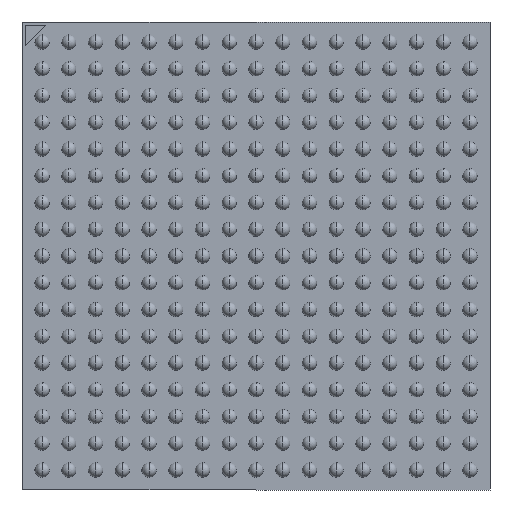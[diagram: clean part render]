
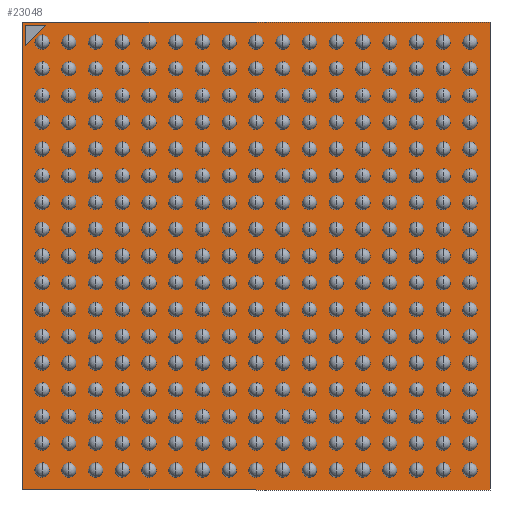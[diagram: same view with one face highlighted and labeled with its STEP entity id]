
A CAD part, front view. The second image highlights one B-rep face of the part: STEP entity #23048.
In plain terms, the highlighted planar face has unit normal (0, -1, 0).
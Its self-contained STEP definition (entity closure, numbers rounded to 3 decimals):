
#25 = CARTESIAN_POINT ( 'NONE',  ( 7., 0., 7. ) ) ;
#67 = VERTEX_POINT ( 'NONE', #1192 ) ;
#893 = ORIENTED_EDGE ( 'NONE', *, *, #21876, .F. ) ;
#1192 = CARTESIAN_POINT ( 'NONE',  ( 7., 0., -7. ) ) ;
#1456 = PLANE ( 'NONE',  #10339 ) ;
#1550 = VERTEX_POINT ( 'NONE', #2592 ) ;
#1607 = ORIENTED_EDGE ( 'NONE', *, *, #9406, .F. ) ;
#2048 = LINE ( 'NONE', #14662, #3543 ) ;
#2283 = EDGE_CURVE ( 'NONE', #1550, #3668, #22983, .T. ) ;
#2592 = CARTESIAN_POINT ( 'NONE',  ( -6.897, 0., 6.897 ) ) ;
#2789 = LINE ( 'NONE', #25, #22327 ) ;
#3175 = DIRECTION ( 'NONE',  ( 1., 0., 0. ) ) ;
#3379 = CARTESIAN_POINT ( 'NONE',  ( 0., 0., 0. ) ) ;
#3543 = VECTOR ( 'NONE', #5693, 1000. ) ;
#3668 = VERTEX_POINT ( 'NONE', #20516 ) ;
#4438 = EDGE_CURVE ( 'NONE', #10067, #12544, #8571, .T. ) ;
#4463 = CARTESIAN_POINT ( 'NONE',  ( -6.897, 0., 6.282 ) ) ;
#4893 = ORIENTED_EDGE ( 'NONE', *, *, #7455, .F. ) ;
#4897 = FACE_OUTER_BOUND ( 'NONE', #20982, .T. ) ;
#5423 = EDGE_CURVE ( 'NONE', #12544, #67, #2789, .T. ) ;
#5693 = DIRECTION ( 'NONE',  ( 0., 0., 1. ) ) ;
#6790 = VERTEX_POINT ( 'NONE', #24124 ) ;
#6900 = CARTESIAN_POINT ( 'NONE',  ( -6.897, 0., 6.897 ) ) ;
#7455 = EDGE_CURVE ( 'NONE', #6790, #10067, #2048, .T. ) ;
#8139 = CARTESIAN_POINT ( 'NONE',  ( -6.282, 0., 6.897 ) ) ;
#8330 = LINE ( 'NONE', #24240, #8909 ) ;
#8571 = LINE ( 'NONE', #14507, #21865 ) ;
#8757 = VERTEX_POINT ( 'NONE', #8139 ) ;
#8909 = VECTOR ( 'NONE', #20348, 1000. ) ;
#9406 = EDGE_CURVE ( 'NONE', #3668, #8757, #24368, .T. ) ;
#10067 = VERTEX_POINT ( 'NONE', #16580 ) ;
#10339 = AXIS2_PLACEMENT_3D ( 'NONE', #3379, #18253, #14708 ) ;
#11832 = ORIENTED_EDGE ( 'NONE', *, *, #5423, .F. ) ;
#11911 = ORIENTED_EDGE ( 'NONE', *, *, #17459, .F. ) ;
#12544 = VERTEX_POINT ( 'NONE', #13533 ) ;
#13071 = LINE ( 'NONE', #6900, #14838 ) ;
#13085 = EDGE_LOOP ( 'NONE', ( #14167, #893, #1607 ) ) ;
#13533 = CARTESIAN_POINT ( 'NONE',  ( 7., 0., 7. ) ) ;
#13656 = DIRECTION ( 'NONE',  ( 0.707, 0., 0.707 ) ) ;
#14167 = ORIENTED_EDGE ( 'NONE', *, *, #2283, .F. ) ;
#14280 = VECTOR ( 'NONE', #13656, 1000. ) ;
#14507 = CARTESIAN_POINT ( 'NONE',  ( 7., 0., 7. ) ) ;
#14554 = ORIENTED_EDGE ( 'NONE', *, *, #4438, .F. ) ;
#14662 = CARTESIAN_POINT ( 'NONE',  ( -7., 0., 7. ) ) ;
#14708 = DIRECTION ( 'NONE',  ( 0., 0., 1. ) ) ;
#14838 = VECTOR ( 'NONE', #16086, 1000. ) ;
#15868 = VECTOR ( 'NONE', #18783, 1000. ) ;
#16086 = DIRECTION ( 'NONE',  ( -1., 0., 0. ) ) ;
#16580 = CARTESIAN_POINT ( 'NONE',  ( -7., 0., 7. ) ) ;
#17459 = EDGE_CURVE ( 'NONE', #67, #6790, #8330, .T. ) ;
#18253 = DIRECTION ( 'NONE',  ( 0., 1., 0. ) ) ;
#18783 = DIRECTION ( 'NONE',  ( 0., 0., -1. ) ) ;
#18984 = DIRECTION ( 'NONE',  ( 0., 0., -1. ) ) ;
#20348 = DIRECTION ( 'NONE',  ( -1., 0., 0. ) ) ;
#20516 = CARTESIAN_POINT ( 'NONE',  ( -6.897, 0., 6.282 ) ) ;
#20982 = EDGE_LOOP ( 'NONE', ( #4893, #11911, #11832, #14554 ) ) ;
#21865 = VECTOR ( 'NONE', #3175, 1000. ) ;
#21876 = EDGE_CURVE ( 'NONE', #8757, #1550, #13071, .T. ) ;
#22327 = VECTOR ( 'NONE', #18984, 1000. ) ;
#22339 = CARTESIAN_POINT ( 'NONE',  ( -6.897, 0., 6.897 ) ) ;
#22983 = LINE ( 'NONE', #22339, #15868 ) ;
#23048 = ADVANCED_FACE ( 'NONE', ( #24188, #4897 ), #1456, .F. ) ;
#24124 = CARTESIAN_POINT ( 'NONE',  ( -7., 0., -7. ) ) ;
#24188 = FACE_BOUND ( 'NONE', #13085, .T. ) ;
#24240 = CARTESIAN_POINT ( 'NONE',  ( 7., 0., -7. ) ) ;
#24368 = LINE ( 'NONE', #4463, #14280 ) ;
